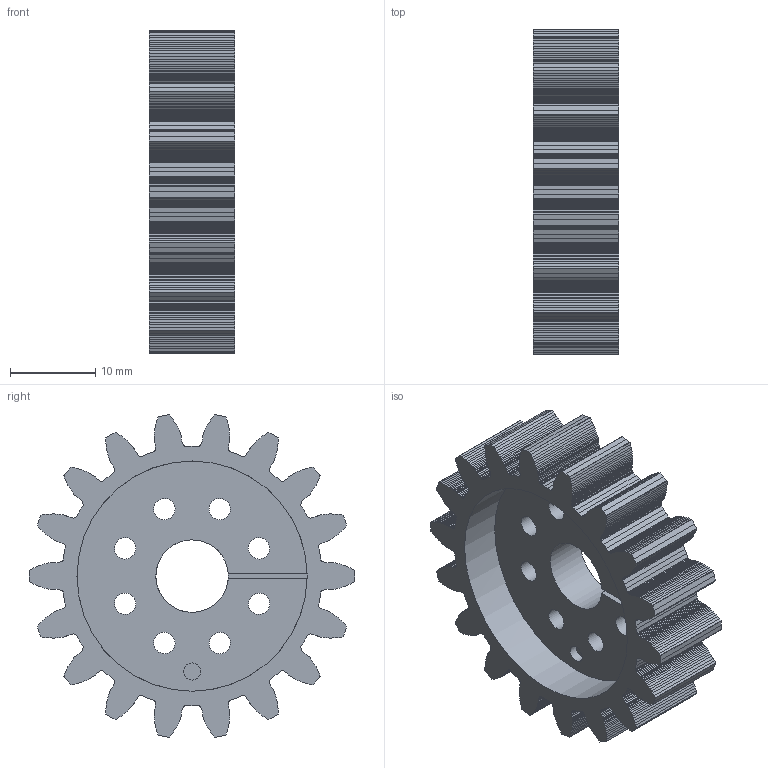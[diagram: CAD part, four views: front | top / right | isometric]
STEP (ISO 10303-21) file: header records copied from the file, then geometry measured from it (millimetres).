
FILE_DESCRIPTION(/* description */ (''),/* implementation_level */ '2;1');
FILE_NAME(/* name */ '0311bc26-c7c1-4a0e-8e9b-5c40334efed5.stp',/* time_stamp */ '2019-03-12T20:47:59+01:00',/* author */ (''),/* organization */ (''),/* preprocessor_version */ 'ST-DEVELOPER v17.2',/* originating_system */ 'Autodesk Translation Framework v7.6.0.251',/* authorisation */ '');
FILE_SCHEMA (('AUTOMOTIVE_DESIGN { 1 0 10303 214 3 1 1 }'));
Length unit declared in the file: millimetre
Products named in the file (1): Gear
Bounding box: 10 x 38.2 x 37.82 mm (x, y, z)
Volume: 5822 mm3; surface area: 4597.1 mm2
Topology: 1 solids, 1 shells, 1155 faces, 3458 edges, 2306 vertices
Faces by surface type: plane 1144, cylinder 11
Full cylindrical faces by diameter (mm): 2 x1, 2.5 x8, 8.5 x1, 27 x1
Entity records: 38167 total; most frequent: CARTESIAN_POINT 6920, ORIENTED_EDGE 6916, DIRECTION 5800, EDGE_CURVE 3458, LINE 3428, VECTOR 3428, VERTEX_POINT 2306, AXIS2_PLACEMENT_3D 1186
